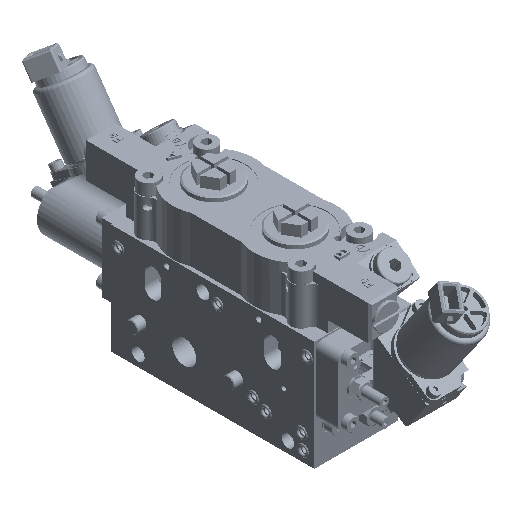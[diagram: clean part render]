
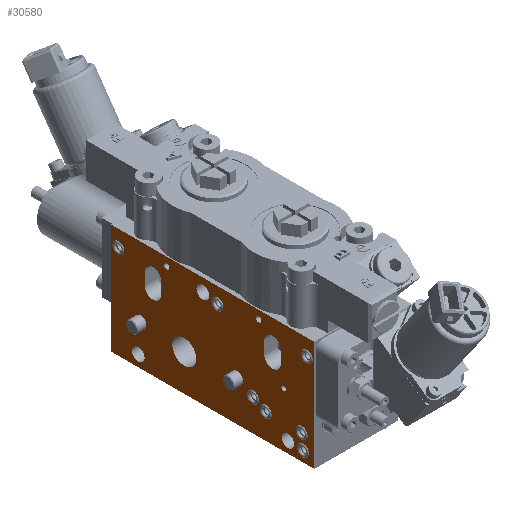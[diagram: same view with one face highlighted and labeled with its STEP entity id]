
A CAD part, isometric view. The second image highlights one B-rep face of the part: STEP entity #30580.
In plain terms, the highlighted planar face has unit normal (-1, 0, 0).
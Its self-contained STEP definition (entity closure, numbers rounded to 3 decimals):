
#916=LINE('',#53248,#3178);
#917=LINE('',#53251,#3179);
#918=LINE('',#53253,#3180);
#919=LINE('',#53255,#3181);
#920=LINE('',#53256,#3182);
#921=LINE('',#53260,#3183);
#922=LINE('',#53261,#3184);
#923=LINE('',#53265,#3185);
#3178=VECTOR('',#43617,1000.);
#3179=VECTOR('',#43618,1000.);
#3180=VECTOR('',#43619,1000.);
#3181=VECTOR('',#43620,1000.);
#3182=VECTOR('',#43621,1000.);
#3183=VECTOR('',#43624,1000.);
#3184=VECTOR('',#43625,1000.);
#3185=VECTOR('',#43628,1000.);
#5547=PLANE('',#39791);
#7817=ORIENTED_EDGE('',*,*,#15997,.T.);
#7818=ORIENTED_EDGE('',*,*,#15998,.F.);
#7819=ORIENTED_EDGE('',*,*,#15999,.F.);
#7820=ORIENTED_EDGE('',*,*,#16000,.T.);
#7821=ORIENTED_EDGE('',*,*,#15995,.T.);
#7822=ORIENTED_EDGE('',*,*,#15990,.T.);
#7823=ORIENTED_EDGE('',*,*,#15985,.T.);
#7824=ORIENTED_EDGE('',*,*,#15898,.T.);
#7825=ORIENTED_EDGE('',*,*,#15897,.T.);
#7826=ORIENTED_EDGE('',*,*,#15983,.T.);
#7827=ORIENTED_EDGE('',*,*,#16001,.T.);
#7828=ORIENTED_EDGE('',*,*,#16002,.T.);
#7829=ORIENTED_EDGE('',*,*,#16003,.T.);
#7830=ORIENTED_EDGE('',*,*,#15972,.T.);
#7831=ORIENTED_EDGE('',*,*,#16004,.T.);
#7832=ORIENTED_EDGE('',*,*,#16005,.T.);
#7833=ORIENTED_EDGE('',*,*,#16006,.T.);
#7834=ORIENTED_EDGE('',*,*,#15976,.T.);
#7835=ORIENTED_EDGE('',*,*,#15981,.T.);
#7836=ORIENTED_EDGE('',*,*,#15979,.T.);
#7837=ORIENTED_EDGE('',*,*,#15896,.T.);
#7838=ORIENTED_EDGE('',*,*,#15895,.T.);
#7839=ORIENTED_EDGE('',*,*,#15894,.T.);
#7840=ORIENTED_EDGE('',*,*,#15889,.T.);
#7841=ORIENTED_EDGE('',*,*,#15887,.T.);
#7842=ORIENTED_EDGE('',*,*,#15885,.T.);
#7843=ORIENTED_EDGE('',*,*,#15883,.T.);
#7844=ORIENTED_EDGE('',*,*,#15977,.T.);
#15883=EDGE_CURVE('',#24330,#24330,#20001,.T.);
#15885=EDGE_CURVE('',#24332,#24332,#20003,.T.);
#15887=EDGE_CURVE('',#24334,#24334,#20005,.T.);
#15889=EDGE_CURVE('',#24336,#24336,#20007,.T.);
#15894=EDGE_CURVE('',#24341,#24341,#20012,.T.);
#15895=EDGE_CURVE('',#24342,#24342,#20013,.T.);
#15896=EDGE_CURVE('',#24343,#24343,#20014,.T.);
#15897=EDGE_CURVE('',#24344,#24344,#20015,.T.);
#15898=EDGE_CURVE('',#24345,#24345,#20016,.T.);
#15972=EDGE_CURVE('',#24408,#24411,#20066,.T.);
#15976=EDGE_CURVE('',#24412,#24415,#20067,.T.);
#15977=EDGE_CURVE('',#24416,#24416,#20068,.T.);
#15979=EDGE_CURVE('',#24418,#24418,#20070,.T.);
#15981=EDGE_CURVE('',#24420,#24420,#20072,.T.);
#15983=EDGE_CURVE('',#24422,#24422,#20074,.T.);
#15985=EDGE_CURVE('',#24424,#24424,#20076,.T.);
#15990=EDGE_CURVE('',#24429,#24429,#20079,.T.);
#15995=EDGE_CURVE('',#24434,#24434,#20082,.T.);
#15997=EDGE_CURVE('',#24436,#24437,#916,.T.);
#15998=EDGE_CURVE('',#24438,#24437,#917,.T.);
#15999=EDGE_CURVE('',#24439,#24438,#918,.T.);
#16000=EDGE_CURVE('',#24439,#24436,#919,.T.);
#16001=EDGE_CURVE('',#24411,#24440,#920,.T.);
#16002=EDGE_CURVE('',#24440,#24441,#20084,.T.);
#16003=EDGE_CURVE('',#24441,#24408,#921,.T.);
#16004=EDGE_CURVE('',#24415,#24442,#922,.T.);
#16005=EDGE_CURVE('',#24442,#24443,#20085,.T.);
#16006=EDGE_CURVE('',#24443,#24412,#923,.T.);
#20001=CIRCLE('',#39655,3.9);
#20003=CIRCLE('',#39658,3.9);
#20005=CIRCLE('',#39661,3.9);
#20007=CIRCLE('',#39664,3.9);
#20012=CIRCLE('',#39672,3.9);
#20013=CIRCLE('',#39674,3.9);
#20014=CIRCLE('',#39676,3.9);
#20015=CIRCLE('',#39678,4.);
#20016=CIRCLE('',#39680,4.);
#20066=CIRCLE('',#39765,5.5);
#20067=CIRCLE('',#39767,5.5);
#20068=CIRCLE('',#39769,1.5);
#20070=CIRCLE('',#39772,1.75);
#20072=CIRCLE('',#39775,1.75);
#20074=CIRCLE('',#39778,8.);
#20076=CIRCLE('',#39781,4.25);
#20079=CIRCLE('',#39785,4.25);
#20082=CIRCLE('',#39789,4.25);
#20084=CIRCLE('',#39792,5.5);
#20085=CIRCLE('',#39793,5.5);
#21515=EDGE_LOOP('',(#7817,#7818,#7819,#7820));
#21516=EDGE_LOOP('',(#7821));
#21517=EDGE_LOOP('',(#7822));
#21518=EDGE_LOOP('',(#7823));
#21519=EDGE_LOOP('',(#7824));
#21520=EDGE_LOOP('',(#7825));
#21521=EDGE_LOOP('',(#7826));
#21522=EDGE_LOOP('',(#7827,#7828,#7829,#7830));
#21523=EDGE_LOOP('',(#7831,#7832,#7833,#7834));
#21524=EDGE_LOOP('',(#7835));
#21525=EDGE_LOOP('',(#7836));
#21526=EDGE_LOOP('',(#7837));
#21527=EDGE_LOOP('',(#7838));
#21528=EDGE_LOOP('',(#7839));
#21529=EDGE_LOOP('',(#7840));
#21530=EDGE_LOOP('',(#7841));
#21531=EDGE_LOOP('',(#7842));
#21532=EDGE_LOOP('',(#7843));
#21533=EDGE_LOOP('',(#7844));
#24330=VERTEX_POINT('',#52860);
#24332=VERTEX_POINT('',#52865);
#24334=VERTEX_POINT('',#52870);
#24336=VERTEX_POINT('',#52875);
#24341=VERTEX_POINT('',#52888);
#24342=VERTEX_POINT('',#52891);
#24343=VERTEX_POINT('',#52894);
#24344=VERTEX_POINT('',#52897);
#24345=VERTEX_POINT('',#52900);
#24408=VERTEX_POINT('',#53164);
#24411=VERTEX_POINT('',#53179);
#24412=VERTEX_POINT('',#53183);
#24415=VERTEX_POINT('',#53198);
#24416=VERTEX_POINT('',#53202);
#24418=VERTEX_POINT('',#53207);
#24420=VERTEX_POINT('',#53212);
#24422=VERTEX_POINT('',#53217);
#24424=VERTEX_POINT('',#53222);
#24429=VERTEX_POINT('',#53233);
#24434=VERTEX_POINT('',#53244);
#24436=VERTEX_POINT('',#53249);
#24437=VERTEX_POINT('',#53250);
#24438=VERTEX_POINT('',#53252);
#24439=VERTEX_POINT('',#53254);
#24440=VERTEX_POINT('',#53257);
#24441=VERTEX_POINT('',#53259);
#24442=VERTEX_POINT('',#53262);
#24443=VERTEX_POINT('',#53264);
#27530=FACE_BOUND('',#21515,.T.);
#27531=FACE_BOUND('',#21516,.T.);
#27532=FACE_BOUND('',#21517,.T.);
#27533=FACE_BOUND('',#21518,.T.);
#27534=FACE_BOUND('',#21519,.T.);
#27535=FACE_BOUND('',#21520,.T.);
#27536=FACE_BOUND('',#21521,.T.);
#27537=FACE_BOUND('',#21522,.T.);
#27538=FACE_BOUND('',#21523,.T.);
#27539=FACE_BOUND('',#21524,.T.);
#27540=FACE_BOUND('',#21525,.T.);
#27541=FACE_BOUND('',#21526,.T.);
#27542=FACE_BOUND('',#21527,.T.);
#27543=FACE_BOUND('',#21528,.T.);
#27544=FACE_BOUND('',#21529,.T.);
#27545=FACE_BOUND('',#21530,.T.);
#27546=FACE_BOUND('',#21531,.T.);
#27547=FACE_BOUND('',#21532,.T.);
#27548=FACE_BOUND('',#21533,.T.);
#30580=ADVANCED_FACE('',(#27530,#27531,#27532,#27533,#27534,#27535,#27536,
#27537,#27538,#27539,#27540,#27541,#27542,#27543,#27544,#27545,#27546,#27547,
#27548),#5547,.F.);
#39655=AXIS2_PLACEMENT_3D('',#52859,#43325,#43326);
#39658=AXIS2_PLACEMENT_3D('',#52864,#43331,#43332);
#39661=AXIS2_PLACEMENT_3D('',#52869,#43337,#43338);
#39664=AXIS2_PLACEMENT_3D('',#52874,#43343,#43344);
#39672=AXIS2_PLACEMENT_3D('',#52887,#43359,#43360);
#39674=AXIS2_PLACEMENT_3D('',#52890,#43363,#43364);
#39676=AXIS2_PLACEMENT_3D('',#52893,#43367,#43368);
#39678=AXIS2_PLACEMENT_3D('',#52896,#43371,#43372);
#39680=AXIS2_PLACEMENT_3D('',#52899,#43375,#43376);
#39765=AXIS2_PLACEMENT_3D('',#53180,#43557,#43558);
#39767=AXIS2_PLACEMENT_3D('',#53199,#43563,#43564);
#39769=AXIS2_PLACEMENT_3D('',#53201,#43567,#43568);
#39772=AXIS2_PLACEMENT_3D('',#53206,#43573,#43574);
#39775=AXIS2_PLACEMENT_3D('',#53211,#43579,#43580);
#39778=AXIS2_PLACEMENT_3D('',#53216,#43585,#43586);
#39781=AXIS2_PLACEMENT_3D('',#53221,#43591,#43592);
#39785=AXIS2_PLACEMENT_3D('',#53232,#43601,#43602);
#39789=AXIS2_PLACEMENT_3D('',#53243,#43611,#43612);
#39791=AXIS2_PLACEMENT_3D('',#53247,#43615,#43616);
#39792=AXIS2_PLACEMENT_3D('',#53258,#43622,#43623);
#39793=AXIS2_PLACEMENT_3D('',#53263,#43626,#43627);
#43325=DIRECTION('',(1.,0.,0.));
#43326=DIRECTION('',(0.,0.,1.));
#43331=DIRECTION('',(1.,0.,0.));
#43332=DIRECTION('',(0.,0.,1.));
#43337=DIRECTION('',(1.,0.,0.));
#43338=DIRECTION('',(0.,0.,1.));
#43343=DIRECTION('',(1.,0.,0.));
#43344=DIRECTION('',(0.,0.,1.));
#43359=DIRECTION('',(1.,0.,0.));
#43360=DIRECTION('',(0.,0.,1.));
#43363=DIRECTION('',(1.,0.,0.));
#43364=DIRECTION('',(0.,0.,1.));
#43367=DIRECTION('',(1.,0.,0.));
#43368=DIRECTION('',(0.,0.,1.));
#43371=DIRECTION('',(1.,0.,0.));
#43372=DIRECTION('',(0.,0.,1.));
#43375=DIRECTION('',(1.,0.,0.));
#43376=DIRECTION('',(0.,0.,1.));
#43557=DIRECTION('',(1.,0.,0.));
#43558=DIRECTION('',(0.,-1.,0.));
#43563=DIRECTION('',(1.,0.,0.));
#43564=DIRECTION('',(0.,-1.,0.));
#43567=DIRECTION('',(1.,0.,0.));
#43568=DIRECTION('',(0.,0.,1.));
#43573=DIRECTION('',(1.,0.,0.));
#43574=DIRECTION('',(0.,0.,-1.));
#43579=DIRECTION('',(1.,0.,0.));
#43580=DIRECTION('',(0.,0.,-1.));
#43585=DIRECTION('',(1.,0.,0.));
#43586=DIRECTION('',(0.,0.,-1.));
#43591=DIRECTION('',(1.,0.,0.));
#43592=DIRECTION('',(0.,0.,-1.));
#43601=DIRECTION('',(1.,0.,0.));
#43602=DIRECTION('',(0.,0.,-1.));
#43611=DIRECTION('',(1.,0.,0.));
#43612=DIRECTION('',(0.,0.,-1.));
#43615=DIRECTION('',(1.,0.,0.));
#43616=DIRECTION('',(0.,0.,-1.));
#43617=DIRECTION('',(0.,0.,-1.));
#43618=DIRECTION('',(0.,1.,0.));
#43619=DIRECTION('',(0.,0.,-1.));
#43620=DIRECTION('',(0.,1.,0.));
#43621=DIRECTION('',(0.,0.,1.));
#43622=DIRECTION('',(1.,0.,0.));
#43623=DIRECTION('',(0.,1.,0.));
#43624=DIRECTION('',(0.,0.,-1.));
#43625=DIRECTION('',(0.,0.,1.));
#43626=DIRECTION('',(1.,0.,0.));
#43627=DIRECTION('',(0.,1.,0.));
#43628=DIRECTION('',(0.,0.,-1.));
#52859=CARTESIAN_POINT('',(-28.,-27.,-15.7));
#52860=CARTESIAN_POINT('',(-28.,-27.,-11.8));
#52864=CARTESIAN_POINT('',(-28.,-60.5,-29.8));
#52865=CARTESIAN_POINT('',(-28.,-60.5,-25.9));
#52869=CARTESIAN_POINT('',(-28.,-3.2,26.3));
#52870=CARTESIAN_POINT('',(-28.,-3.2,30.2));
#52874=CARTESIAN_POINT('',(-28.,63.,25.8));
#52875=CARTESIAN_POINT('',(-28.,63.,29.7));
#52887=CARTESIAN_POINT('',(-28.,-63.,25.8));
#52888=CARTESIAN_POINT('',(-28.,-63.,29.7));
#52890=CARTESIAN_POINT('',(-28.,-35.5,-19.95));
#52891=CARTESIAN_POINT('',(-28.,-35.5,-16.05));
#52893=CARTESIAN_POINT('',(-28.,-59.5,-20.1));
#52894=CARTESIAN_POINT('',(-28.,-59.5,-16.2));
#52896=CARTESIAN_POINT('',(-28.,48.3,-9.95));
#52897=CARTESIAN_POINT('',(-28.,48.3,-5.95));
#52899=CARTESIAN_POINT('',(-28.,-16.3,-9.95));
#52900=CARTESIAN_POINT('',(-28.,-16.3,-5.95));
#53164=CARTESIAN_POINT('',(-28.,-45.5,12.8));
#53179=CARTESIAN_POINT('',(-28.,-34.5,12.8));
#53180=CARTESIAN_POINT('',(-28.,-40.,12.8));
#53183=CARTESIAN_POINT('',(-28.,34.5,12.8));
#53198=CARTESIAN_POINT('',(-28.,45.5,12.8));
#53199=CARTESIAN_POINT('',(-28.,40.,12.8));
#53201=CARTESIAN_POINT('',(-28.,-47.5,-0.45));
#53202=CARTESIAN_POINT('',(-28.,-47.5,1.05));
#53206=CARTESIAN_POINT('',(-28.,30.75,31.15));
#53207=CARTESIAN_POINT('',(-28.,30.75,29.4));
#53211=CARTESIAN_POINT('',(-28.,-30.75,31.15));
#53212=CARTESIAN_POINT('',(-28.,-30.75,29.4));
#53216=CARTESIAN_POINT('',(-28.,19.,-12.45));
#53217=CARTESIAN_POINT('',(-28.,19.,-20.45));
#53221=CARTESIAN_POINT('',(-28.,49.8,-29.3));
#53222=CARTESIAN_POINT('',(-28.,49.8,-33.55));
#53232=CARTESIAN_POINT('',(-28.,-50.3,-29.3));
#53233=CARTESIAN_POINT('',(-28.,-50.3,-33.55));
#53243=CARTESIAN_POINT('',(-28.,6.6,28.3));
#53244=CARTESIAN_POINT('',(-28.,6.6,24.05));
#53247=CARTESIAN_POINT('',(-28.,-68.,36.8));
#53248=CARTESIAN_POINT('',(-28.,68.,36.8));
#53249=CARTESIAN_POINT('',(-28.,68.,36.8));
#53250=CARTESIAN_POINT('',(-28.,68.,-36.8));
#53251=CARTESIAN_POINT('',(-28.,-68.,-36.8));
#53252=CARTESIAN_POINT('',(-28.,-68.,-36.8));
#53253=CARTESIAN_POINT('',(-28.,-68.,36.8));
#53254=CARTESIAN_POINT('',(-28.,-68.,36.8));
#53255=CARTESIAN_POINT('',(-28.,-68.,36.8));
#53256=CARTESIAN_POINT('',(-28.,-34.5,20.8));
#53257=CARTESIAN_POINT('',(-28.,-34.5,20.8));
#53258=CARTESIAN_POINT('',(-28.,-40.,20.8));
#53259=CARTESIAN_POINT('',(-28.,-45.5,20.8));
#53260=CARTESIAN_POINT('',(-28.,-45.5,20.8));
#53261=CARTESIAN_POINT('',(-28.,45.5,20.8));
#53262=CARTESIAN_POINT('',(-28.,45.5,20.8));
#53263=CARTESIAN_POINT('',(-28.,40.,20.8));
#53264=CARTESIAN_POINT('',(-28.,34.5,20.8));
#53265=CARTESIAN_POINT('',(-28.,34.5,20.8));
